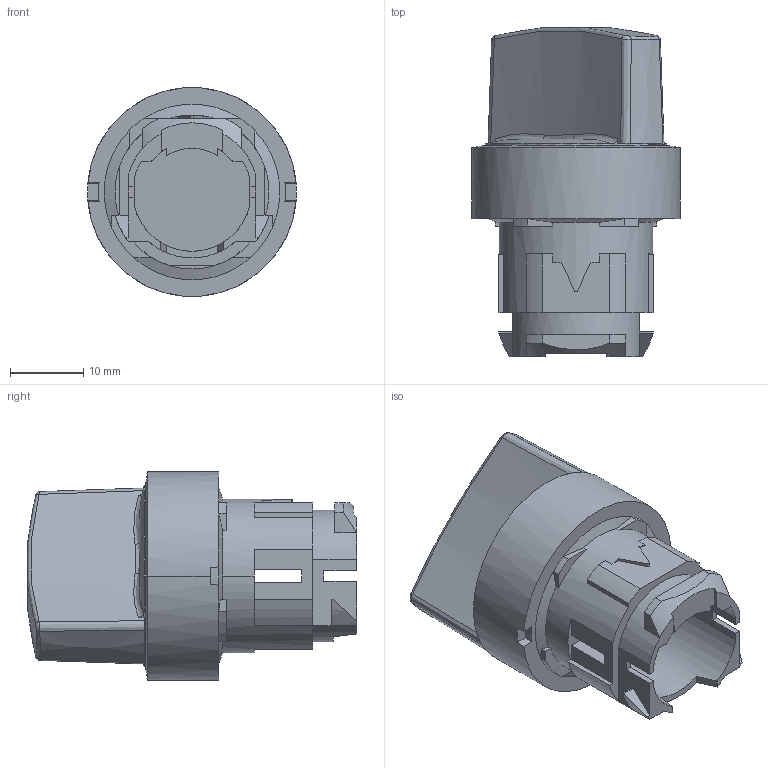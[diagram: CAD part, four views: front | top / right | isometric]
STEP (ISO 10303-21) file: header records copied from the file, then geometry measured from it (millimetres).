
FILE_DESCRIPTION((''),'2;1');
FILE_NAME('LA167-B4-BD2C','2024-01-17T',('Administrator'),('zyb.com'),'PRO/ENGINEER BY PARAMETRIC TECHNOLOGY CORPORATION, 2010280','PRO/ENGINEER BY PARAMETRIC TECHNOLOGY CORPORATION, 2010280','');
FILE_SCHEMA(('CONFIG_CONTROL_DESIGN','SHAPE_APPEARANCE_LAYERS_GROUPS'));
Length unit declared in the file: millimetre
Products named in the file (1): LA167-B4-BD2C
Bounding box: 28.5 x 44.93 x 28.5 mm (x, y, z)
Volume: 8627.9 mm3; surface area: 6669.7 mm2
Topology: 2 solids, 2 shells, 161 faces, 447 edges, 288 vertices
Faces by surface type: plane 90, cylinder 38, bspline 22, cone 11
Entity records: 6282 total; most frequent: CARTESIAN_POINT 2175, ORIENTED_EDGE 894, DIRECTION 784, EDGE_CURVE 447, VERTEX_POINT 288, AXIS2_PLACEMENT_3D 278, VECTOR 228, LINE 228
